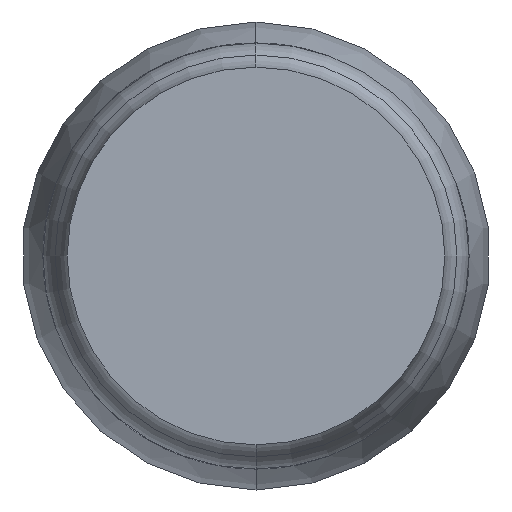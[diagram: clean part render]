
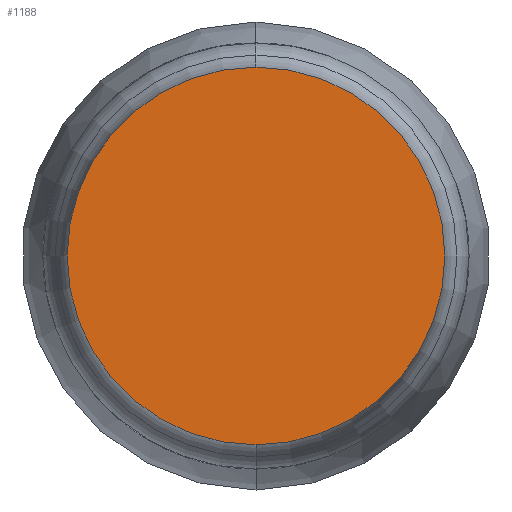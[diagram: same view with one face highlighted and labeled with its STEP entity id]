
A CAD part, front view. The second image highlights one B-rep face of the part: STEP entity #1188.
In plain terms, the highlighted planar face has unit normal (0, -1, 0).
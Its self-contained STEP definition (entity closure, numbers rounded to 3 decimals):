
#728 = CARTESIAN_POINT ( 'NONE',  ( 0., -30., 0. ) ) ;
#813 = ORIENTED_EDGE ( 'NONE', *, *, #3159, .F. ) ;
#1188 = ADVANCED_FACE ( 'Defeature ausgef�hrt1_2', ( #3554 ), #3199, .F. ) ;
#1298 = ORIENTED_EDGE ( 'NONE', *, *, #2382, .F. ) ;
#1632 = CIRCLE ( 'NONE', #3291, 0.585 ) ;
#1634 = DIRECTION ( 'NONE',  ( 0., 1., 0. ) ) ;
#2355 = CIRCLE ( 'NONE', #2649, 0.585 ) ;
#2382 = EDGE_CURVE ( 'Defeature ausgef�hrt1_3+Defeature ausgef�hrt1_2+Defeature ausgef�hrt1_2+Defeature ausgef�hrt1_2', #4157, #4632, #2355, .T. ) ;
#2607 = CARTESIAN_POINT ( 'NONE',  ( 0., -30., 0.585 ) ) ;
#2649 = AXIS2_PLACEMENT_3D ( 'NONE', #728, #4009, #4354 ) ;
#3159 = EDGE_CURVE ( 'Defeature ausgef�hrt1_3+Defeature ausgef�hrt1_2+Defeature ausgef�hrt1_2+Defeature ausgef�hrt1_2', #4632, #4157, #1632, .T. ) ;
#3199 = PLANE ( 'NONE',  #4524 ) ;
#3291 = AXIS2_PLACEMENT_3D ( 'NONE', #3423, #1634, #4134 ) ;
#3423 = CARTESIAN_POINT ( 'NONE',  ( 0., -30., 0. ) ) ;
#3554 = FACE_OUTER_BOUND ( 'NONE', #4012, .T. ) ;
#3937 = DIRECTION ( 'NONE',  ( 0., 1., 0. ) ) ;
#3948 = CARTESIAN_POINT ( 'NONE',  ( 0., -30., -0.585 ) ) ;
#4009 = DIRECTION ( 'NONE',  ( 0., 1., 0. ) ) ;
#4012 = EDGE_LOOP ( 'NONE', ( #813, #1298 ) ) ;
#4134 = DIRECTION ( 'NONE',  ( 0., 0., 1. ) ) ;
#4157 = VERTEX_POINT ( 'NONE', #3948 ) ;
#4294 = DIRECTION ( 'NONE',  ( 0., 0., 1. ) ) ;
#4354 = DIRECTION ( 'NONE',  ( 0., 0., 1. ) ) ;
#4524 = AXIS2_PLACEMENT_3D ( 'NONE', #4608, #3937, #4294 ) ;
#4608 = CARTESIAN_POINT ( 'NONE',  ( 0.585, -30., 0. ) ) ;
#4632 = VERTEX_POINT ( 'NONE', #2607 ) ;
